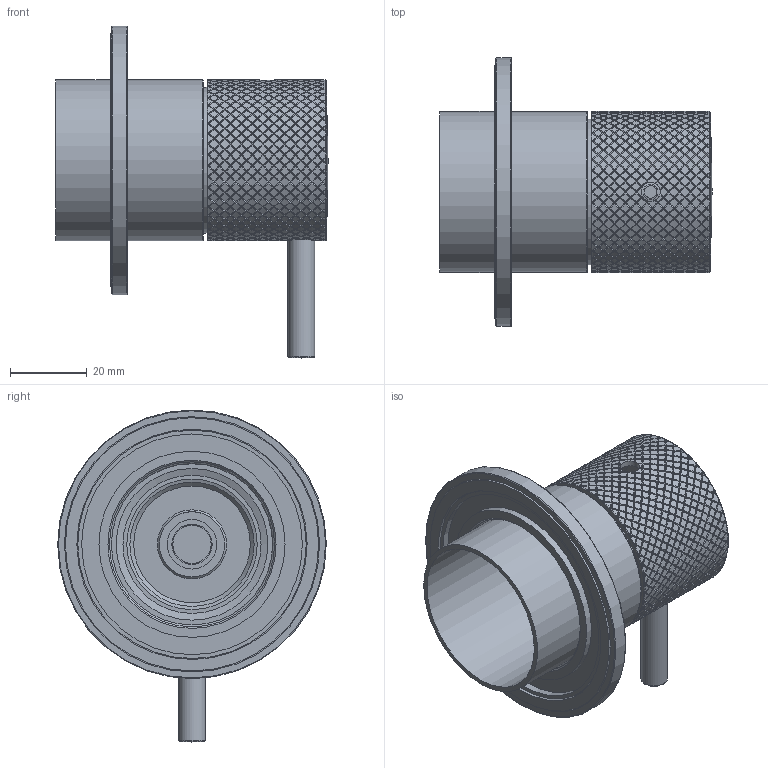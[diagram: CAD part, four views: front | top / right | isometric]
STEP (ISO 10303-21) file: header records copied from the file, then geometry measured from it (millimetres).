
FILE_DESCRIPTION(/* description */ ('Unknown'),/* implementation_level */ '2;1');
FILE_NAME(/* name */ 'CX111-00',/* time_stamp */ '2023-11-23T17:44:32+01:00',/* author */ ('Unknown'),/* organization */ ('Unknown'),/* preprocessor_version */ 'ST-DEVELOPER v18.102',/* originating_system */ 'Solid Edge',/* authorisation */ 'Unknown');
FILE_SCHEMA (('AUTOMOTIVE_DESIGN {1 0 10303 214 3 1 1}'));
Length unit declared in the file: millimetre
Products named in the file (10): CX111EXT-00; CX111-001; CX011-01; CB005-08; grano bocca; CB111-01; CB031FL70-00; CB005-14; CB031-04; CB031-05
Assembly tree (9 placements, depth 3):
  CX111EXT-00
    CX111-001
      CX011-01
      CB005-08
      grano bocca
    CB111-01
    CB031FL70-00
      CB005-14
      CB031-04
      CB031-05
Bounding box: 70.9 x 70 x 86.5 mm (x, y, z)
Volume: 30297.1 mm3; surface area: 35418.8 mm2
Topology: 7 solids, 7 shells, 5339 faces, 11955 edges, 6640 vertices
Faces by surface type: bspline 4197, cylinder 1079, plane 38, cone 15, torus 8, sphere 2
Full cylindrical faces by diameter (mm): 3.242 x1, 4 x1, 4.134 x1, 5 x2, 7 x1, 7.5 x1, 10 x1, 10.5 x1, 12.9 x1, 17 x1, 30.376 x1, 32.376 x1, 34.005 x1, 35 x1, 36 x1, 38 x1, 39 x1, 39.5 x1, 42 x1, 42.5 x1, 43 x1, 44.8 x1, 48.5 x1, 57.5 x1, 59.5 x1, 60 x1, 66 x1, 66.5 x1, 70 x1
Entity records: 311746 total; most frequent: CARTESIAN_POINT 194594, ORIENTED_EDGE 23726, EDGE_CURVE 11863, B_SPLINE_CURVE_WITH_KNOTS 11620, VERTEX_POINT 6608, FACE_BOUND 5421, EDGE_LOOP 5420, ADVANCED_FACE 5339
